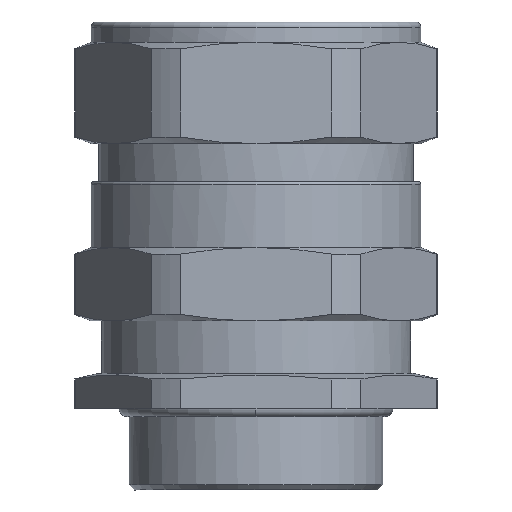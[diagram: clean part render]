
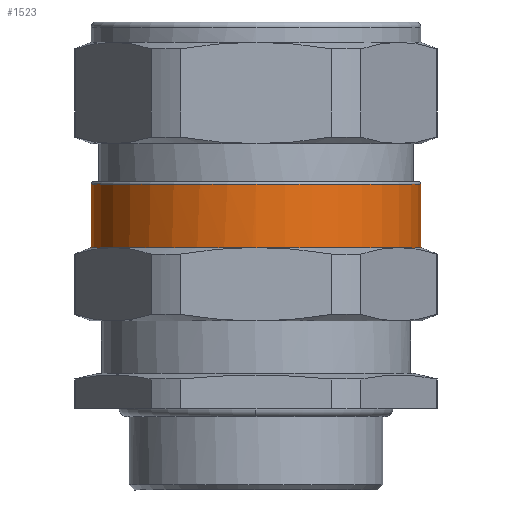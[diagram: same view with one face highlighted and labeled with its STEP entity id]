
A CAD part, left-side view. The second image highlights one B-rep face of the part: STEP entity #1523.
In plain terms, the highlighted cylindrical face has radius 32.5 mm (diameter 65 mm), a partial arc.
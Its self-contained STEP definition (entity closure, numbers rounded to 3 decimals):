
#1354=AXIS2_PLACEMENT_3D('Circle Axis2P3D',#1352,#1353,$) ;
#1464=AXIS2_PLACEMENT_3D('Cylinder Axis2P3D',#1461,#1462,#1463) ;
#1475=AXIS2_PLACEMENT_3D('Circle Axis2P3D',#1473,#1474,$) ;
#1482=AXIS2_PLACEMENT_3D('Circle Axis2P3D',#1480,#1481,$) ;
#1489=AXIS2_PLACEMENT_3D('Circle Axis2P3D',#1487,#1488,$) ;
#1496=AXIS2_PLACEMENT_3D('Circle Axis2P3D',#1494,#1495,$) ;
#1503=AXIS2_PLACEMENT_3D('Circle Axis2P3D',#1501,#1502,$) ;
#1349=CARTESIAN_POINT('Vertex',(32.5,68.25,60.35)) ;
#1352=CARTESIAN_POINT('Axis2P3D Location',(32.5,35.75,60.35)) ;
#1356=CARTESIAN_POINT('Vertex',(32.5,3.25,60.35)) ;
#1461=CARTESIAN_POINT('Axis2P3D Location',(32.5,35.75,61.1)) ;
#1466=CARTESIAN_POINT('Line Origine',(32.5,68.25,61.1)) ;
#1470=CARTESIAN_POINT('Vertex',(32.5,68.25,47.85)) ;
#1473=CARTESIAN_POINT('Axis2P3D Location',(32.5,35.75,47.85)) ;
#1477=CARTESIAN_POINT('Vertex',(16.25,63.896,47.85)) ;
#1480=CARTESIAN_POINT('Axis2P3D Location',(32.5,35.75,47.85)) ;
#1484=CARTESIAN_POINT('Vertex',(0.009,36.517,47.85)) ;
#1487=CARTESIAN_POINT('Axis2P3D Location',(32.5,35.75,47.85)) ;
#1491=CARTESIAN_POINT('Vertex',(0.,35.75,47.85)) ;
#1494=CARTESIAN_POINT('Axis2P3D Location',(32.5,35.75,47.85)) ;
#1498=CARTESIAN_POINT('Vertex',(16.25,7.604,47.85)) ;
#1501=CARTESIAN_POINT('Axis2P3D Location',(32.5,35.75,47.85)) ;
#1505=CARTESIAN_POINT('Vertex',(32.5,3.25,47.85)) ;
#1508=CARTESIAN_POINT('Line Origine',(32.5,3.25,61.1)) ;
#1353=DIRECTION('Axis2P3D Direction',(0.,0.,1.)) ;
#1462=DIRECTION('Axis2P3D Direction',(0.,0.,1.)) ;
#1463=DIRECTION('Axis2P3D XDirection',(0.,1.,0.)) ;
#1467=DIRECTION('Vector Direction',(0.,0.,1.)) ;
#1474=DIRECTION('Axis2P3D Direction',(0.,0.,1.)) ;
#1481=DIRECTION('Axis2P3D Direction',(0.,0.,1.)) ;
#1488=DIRECTION('Axis2P3D Direction',(0.,0.,1.)) ;
#1495=DIRECTION('Axis2P3D Direction',(0.,0.,1.)) ;
#1502=DIRECTION('Axis2P3D Direction',(0.,0.,1.)) ;
#1509=DIRECTION('Vector Direction',(0.,0.,1.)) ;
#1468=VECTOR('Line Direction',#1467,1.) ;
#1510=VECTOR('Line Direction',#1509,1.) ;
#1514=ORIENTED_EDGE('',*,*,#1472,.T.) ;
#1515=ORIENTED_EDGE('',*,*,#1479,.T.) ;
#1516=ORIENTED_EDGE('',*,*,#1486,.T.) ;
#1517=ORIENTED_EDGE('',*,*,#1493,.T.) ;
#1518=ORIENTED_EDGE('',*,*,#1500,.T.) ;
#1519=ORIENTED_EDGE('',*,*,#1507,.T.) ;
#1520=ORIENTED_EDGE('',*,*,#1512,.F.) ;
#1521=ORIENTED_EDGE('',*,*,#1358,.F.) ;
#1523=ADVANCED_FACE('PartBody',(#1522),#1465,.T.) ;
#1355=CIRCLE('generated circle',#1354,32.5) ;
#1476=CIRCLE('generated circle',#1475,32.5) ;
#1483=CIRCLE('generated circle',#1482,32.5) ;
#1490=CIRCLE('generated circle',#1489,32.5) ;
#1497=CIRCLE('generated circle',#1496,32.5) ;
#1504=CIRCLE('generated circle',#1503,32.5) ;
#1465=CYLINDRICAL_SURFACE('generated cylinder',#1464,32.5) ;
#1358=EDGE_CURVE('',#1350,#1357,#1355,.T.) ;
#1472=EDGE_CURVE('',#1350,#1471,#1469,.F.) ;
#1479=EDGE_CURVE('',#1471,#1478,#1476,.T.) ;
#1486=EDGE_CURVE('',#1478,#1485,#1483,.T.) ;
#1493=EDGE_CURVE('',#1485,#1492,#1490,.T.) ;
#1500=EDGE_CURVE('',#1492,#1499,#1497,.T.) ;
#1507=EDGE_CURVE('',#1499,#1506,#1504,.T.) ;
#1512=EDGE_CURVE('',#1357,#1506,#1511,.F.) ;
#1513=EDGE_LOOP('',(#1514,#1515,#1516,#1517,#1518,#1519,#1520,#1521)) ;
#1522=FACE_OUTER_BOUND('',#1513,.T.) ;
#1469=LINE('Line',#1466,#1468) ;
#1511=LINE('Line',#1508,#1510) ;
#1350=VERTEX_POINT('',#1349) ;
#1357=VERTEX_POINT('',#1356) ;
#1471=VERTEX_POINT('',#1470) ;
#1478=VERTEX_POINT('',#1477) ;
#1485=VERTEX_POINT('',#1484) ;
#1492=VERTEX_POINT('',#1491) ;
#1499=VERTEX_POINT('',#1498) ;
#1506=VERTEX_POINT('',#1505) ;
